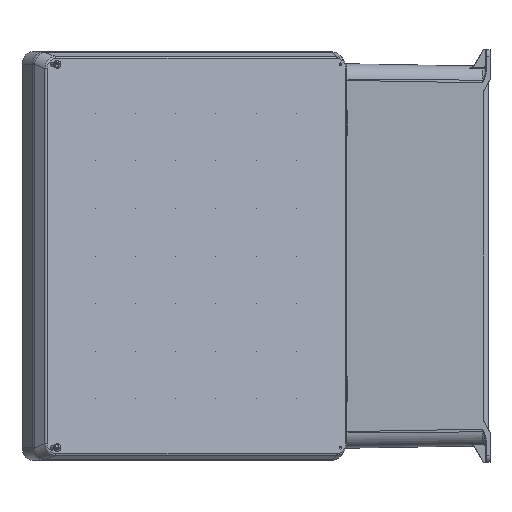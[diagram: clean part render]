
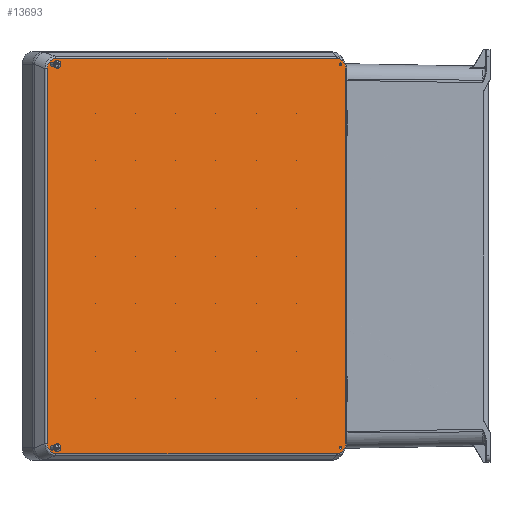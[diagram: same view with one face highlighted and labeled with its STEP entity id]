
A CAD part, left-side view. The second image highlights one B-rep face of the part: STEP entity #13693.
In plain terms, the highlighted face is planar.
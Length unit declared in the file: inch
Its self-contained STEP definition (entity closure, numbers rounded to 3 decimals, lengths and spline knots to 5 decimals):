
#425 = CARTESIAN_POINT ( 'NONE',  ( -7.86739, 0., -19.0004 ) ) ;
#431 = AXIS2_PLACEMENT_3D ( 'NONE', #12346, #31629, #15091 ) ;
#480 = CARTESIAN_POINT ( 'NONE',  ( -7.86739, 0., -19.0004 ) ) ;
#827 = EDGE_CURVE ( 'NONE', #31139, #31139, #18295, .T. ) ;
#1010 = CARTESIAN_POINT ( 'NONE',  ( 8.34292, 0., -0.81219 ) ) ;
#1285 = FACE_BOUND ( 'NONE', #30420, .T. ) ;
#1555 = CARTESIAN_POINT ( 'NONE',  ( -8.05906, 0., -0.71063 ) ) ;
#1979 = DIRECTION ( 'NONE',  ( 0., 1., 0. ) ) ;
#2242 = EDGE_LOOP ( 'NONE', ( #32065 ) ) ;
#3210 = CARTESIAN_POINT ( 'NONE',  ( 8.15119, 0., -0.31456 ) ) ;
#3555 = LINE ( 'NONE', #8781, #32125 ) ;
#4031 = LINE ( 'NONE', #1010, #25242 ) ;
#4043 = CARTESIAN_POINT ( 'NONE',  ( -8.34292, 0., -0.81219 ) ) ;
#4071 = DIRECTION ( 'NONE',  ( -1., 0., 0. ) ) ;
#4684 = CARTESIAN_POINT ( 'NONE',  ( -8.34292, 0., -0.79009 ) ) ;
#6292 = VERTEX_POINT ( 'NONE', #15071 ) ;
#6387 = EDGE_CURVE ( 'NONE', #25097, #25097, #14983, .T. ) ;
#6739 = DIRECTION ( 'NONE',  ( 0., 0., 1. ) ) ;
#6772 = VERTEX_POINT ( 'NONE', #480 ) ;
#7136 = EDGE_LOOP ( 'NONE', ( #27498 ) ) ;
#8261 = DIRECTION ( 'NONE',  ( 0., 1., 0. ) ) ;
#8357 = DIRECTION ( 'NONE',  ( 0., -1., 0. ) ) ;
#8616 = CARTESIAN_POINT ( 'NONE',  ( -8.34292, 0., -18.80867 ) ) ;
#8706 = FACE_BOUND ( 'NONE', #28435, .T. ) ;
#8753 = ORIENTED_EDGE ( 'NONE', *, *, #24566, .T. ) ;
#8781 = CARTESIAN_POINT ( 'NONE',  ( 0., 0., -0.31456 ) ) ;
#9251 = VECTOR ( 'NONE', #6739, 39.37008 ) ;
#10051 = CARTESIAN_POINT ( 'NONE',  ( -8.05906, 0., -18.71654 ) ) ;
#10996 = LINE ( 'NONE', #4043, #9251 ) ;
#11187 = CARTESIAN_POINT ( 'NONE',  ( 8.15119, 0., -19.0004 ) ) ;
#11579 = DIRECTION ( 'NONE',  ( -1., 0., 0. ) ) ;
#11658 = EDGE_CURVE ( 'NONE', #26935, #15947, #34480, .T. ) ;
#12182 = CARTESIAN_POINT ( 'NONE',  ( 8.34292, 0., -0.79009 ) ) ;
#12336 = VERTEX_POINT ( 'NONE', #27714 ) ;
#12346 = CARTESIAN_POINT ( 'NONE',  ( -8.05906, 0., -0.59843 ) ) ;
#12808 = DIRECTION ( 'NONE',  ( 0., 0., 1. ) ) ;
#12938 = VERTEX_POINT ( 'NONE', #1555 ) ;
#13321 = CARTESIAN_POINT ( 'NONE',  ( 8.34292, 0., -18.80867 ) ) ;
#13693 = ADVANCED_FACE ( 'NONE', ( #23376, #16008, #30714, #8706, #1285 ), #18542, .F. ) ;
#13815 = VERTEX_POINT ( 'NONE', #22843 ) ;
#14087 = EDGE_CURVE ( 'NONE', #28861, #12336, #19823, .T. ) ;
#14089 = VERTEX_POINT ( 'NONE', #28131 ) ;
#14394 = ORIENTED_EDGE ( 'NONE', *, *, #11658, .F. ) ;
#14457 = CARTESIAN_POINT ( 'NONE',  ( -7.86739, 0., -0.31456 ) ) ;
#14983 = CIRCLE ( 'NONE', #27160, 0.1122 ) ;
#15071 = CARTESIAN_POINT ( 'NONE',  ( 8.34292, 0., -18.52487 ) ) ;
#15091 = DIRECTION ( 'NONE',  ( 0., 0., -1. ) ) ;
#15386 = ORIENTED_EDGE ( 'NONE', *, *, #16041, .T. ) ;
#15765 = CARTESIAN_POINT ( 'NONE',  ( 8.65748, 0., 0. ) ) ;
#15947 = VERTEX_POINT ( 'NONE', #14457 ) ;
#16008 = FACE_BOUND ( 'NONE', #7136, .T. ) ;
#16041 = EDGE_CURVE ( 'NONE', #6292, #28861, #4031, .T. ) ;
#16648 = CARTESIAN_POINT ( 'NONE',  ( 7.86739, 0., -19.0004 ) ) ;
#16680 = CARTESIAN_POINT ( 'NONE',  ( -8.34292, 0., -0.79009 ) ) ;
#17019 = CARTESIAN_POINT ( 'NONE',  ( -8.15119, 0., -19.0004 ) ) ;
#18295 = CIRCLE ( 'NONE', #34033, 0.0689 ) ;
#18542 = PLANE ( 'NONE',  #29428 ) ;
#19458 = CARTESIAN_POINT ( 'NONE',  ( -7.86739, 0., -0.31456 ) ) ;
#19823 =( BOUNDED_CURVE ( )  B_SPLINE_CURVE ( 3, ( #22430, #33570, #3210, #22546 ),
 .UNSPECIFIED., .F., .T. ) 
 B_SPLINE_CURVE_WITH_KNOTS ( ( 4, 4 ),
 ( 2.40401, 3.87917 ),
 .UNSPECIFIED. ) 
 CURVE ( )  GEOMETRIC_REPRESENTATION_ITEM ( )  RATIONAL_B_SPLINE_CURVE ( ( 1., 0.827, 0.827, 1. ) ) 
 REPRESENTATION_ITEM ( '' )  );
#20162 = LINE ( 'NONE', #31499, #26698 ) ;
#20341 = DIRECTION ( 'NONE',  ( 0., 0., 1. ) ) ;
#20612 = EDGE_CURVE ( 'NONE', #13815, #13815, #21976, .T. ) ;
#20824 =( BOUNDED_CURVE ( )  B_SPLINE_CURVE ( 3, ( #24925, #13321, #11187, #30460 ),
 .UNSPECIFIED., .F., .F. ) 
 B_SPLINE_CURVE_WITH_KNOTS ( ( 4, 4 ),
 ( 2.40401, 3.87917 ),
 .UNSPECIFIED. ) 
 CURVE ( )  GEOMETRIC_REPRESENTATION_ITEM ( )  RATIONAL_B_SPLINE_CURVE ( ( 1., 0.827, 0.827, 1. ) ) 
 REPRESENTATION_ITEM ( '' )  );
#20908 = ORIENTED_EDGE ( 'NONE', *, *, #14087, .T. ) ;
#21316 = DIRECTION ( 'NONE',  ( 0., 0., 1. ) ) ;
#21410 = ORIENTED_EDGE ( 'NONE', *, *, #6387, .T. ) ;
#21961 = EDGE_CURVE ( 'NONE', #22327, #6772, #20162, .T. ) ;
#21976 = CIRCLE ( 'NONE', #30980, 0.0689 ) ;
#22259 = CARTESIAN_POINT ( 'NONE',  ( -8.05906, 0., -18.60433 ) ) ;
#22327 = VERTEX_POINT ( 'NONE', #16648 ) ;
#22430 = CARTESIAN_POINT ( 'NONE',  ( 8.34292, 0., -0.79009 ) ) ;
#22456 = CARTESIAN_POINT ( 'NONE',  ( -8.34292, 0., -18.52487 ) ) ;
#22546 = CARTESIAN_POINT ( 'NONE',  ( 7.86739, 0., -0.31456 ) ) ;
#22843 = CARTESIAN_POINT ( 'NONE',  ( 8.05906, 0., -0.66732 ) ) ;
#23103 = ORIENTED_EDGE ( 'NONE', *, *, #27623, .F. ) ;
#23376 = FACE_BOUND ( 'NONE', #2242, .T. ) ;
#24446 = EDGE_LOOP ( 'NONE', ( #20908, #8753, #14394, #25527, #35522, #26876, #23103, #15386 ) ) ;
#24566 = EDGE_CURVE ( 'NONE', #12336, #15947, #3555, .T. ) ;
#24572 = CARTESIAN_POINT ( 'NONE',  ( -8.15119, 0., -0.31456 ) ) ;
#24809 = CARTESIAN_POINT ( 'NONE',  ( 8.05906, 0., -18.71654 ) ) ;
#24904 = CARTESIAN_POINT ( 'NONE',  ( 8.05906, 0., -0.59843 ) ) ;
#24925 = CARTESIAN_POINT ( 'NONE',  ( 8.34292, 0., -18.52487 ) ) ;
#25097 = VERTEX_POINT ( 'NONE', #22259 ) ;
#25242 = VECTOR ( 'NONE', #20341, 39.37008 ) ;
#25527 = ORIENTED_EDGE ( 'NONE', *, *, #34130, .F. ) ;
#26698 = VECTOR ( 'NONE', #4071, 39.37008 ) ;
#26876 = ORIENTED_EDGE ( 'NONE', *, *, #21961, .F. ) ;
#26935 = VERTEX_POINT ( 'NONE', #4684 ) ;
#27160 = AXIS2_PLACEMENT_3D ( 'NONE', #10051, #29343, #12808 ) ;
#27498 = ORIENTED_EDGE ( 'NONE', *, *, #20612, .F. ) ;
#27510 = CARTESIAN_POINT ( 'NONE',  ( 8.05906, 0., -18.64764 ) ) ;
#27599 = DIRECTION ( 'NONE',  ( 0., 0., 1. ) ) ;
#27623 = EDGE_CURVE ( 'NONE', #6292, #22327, #20824, .T. ) ;
#27674 = DIRECTION ( 'NONE',  ( 0., 0., -1. ) ) ;
#27714 = CARTESIAN_POINT ( 'NONE',  ( 7.86739, 0., -0.31456 ) ) ;
#28131 = CARTESIAN_POINT ( 'NONE',  ( -8.34292, 0., -18.52487 ) ) ;
#28171 = CIRCLE ( 'NONE', #431, 0.1122 ) ;
#28435 = EDGE_LOOP ( 'NONE', ( #21410 ) ) ;
#28861 = VERTEX_POINT ( 'NONE', #12182 ) ;
#29343 = DIRECTION ( 'NONE',  ( 0., 1., 0. ) ) ;
#29428 = AXIS2_PLACEMENT_3D ( 'NONE', #15765, #1979, #21316 ) ;
#29713 =( BOUNDED_CURVE ( )  B_SPLINE_CURVE ( 3, ( #22456, #8616, #17019, #425 ),
 .UNSPECIFIED., .F., .F. ) 
 B_SPLINE_CURVE_WITH_KNOTS ( ( 4, 4 ),
 ( 2.40401, 3.87917 ),
 .UNSPECIFIED. ) 
 CURVE ( )  GEOMETRIC_REPRESENTATION_ITEM ( )  RATIONAL_B_SPLINE_CURVE ( ( 1., 0.827, 0.827, 1. ) ) 
 REPRESENTATION_ITEM ( '' )  );
#30420 = EDGE_LOOP ( 'NONE', ( #35528 ) ) ;
#30460 = CARTESIAN_POINT ( 'NONE',  ( 7.86739, 0., -19.0004 ) ) ;
#30714 = FACE_OUTER_BOUND ( 'NONE', #24446, .T. ) ;
#30980 = AXIS2_PLACEMENT_3D ( 'NONE', #24904, #8357, #27674 ) ;
#31139 = VERTEX_POINT ( 'NONE', #27510 ) ;
#31499 = CARTESIAN_POINT ( 'NONE',  ( 0., 0., -19.0004 ) ) ;
#31629 = DIRECTION ( 'NONE',  ( 0., -1., 0. ) ) ;
#32065 = ORIENTED_EDGE ( 'NONE', *, *, #35203, .F. ) ;
#32125 = VECTOR ( 'NONE', #11579, 39.37008 ) ;
#33243 = CARTESIAN_POINT ( 'NONE',  ( -8.34292, 0., -0.50629 ) ) ;
#33517 = EDGE_CURVE ( 'NONE', #14089, #6772, #29713, .T. ) ;
#33570 = CARTESIAN_POINT ( 'NONE',  ( 8.34292, 0., -0.50629 ) ) ;
#34033 = AXIS2_PLACEMENT_3D ( 'NONE', #24809, #8261, #27599 ) ;
#34130 = EDGE_CURVE ( 'NONE', #14089, #26935, #10996, .T. ) ;
#34480 =( BOUNDED_CURVE ( )  B_SPLINE_CURVE ( 3, ( #16680, #33243, #24572, #19458 ),
 .UNSPECIFIED., .F., .F. ) 
 B_SPLINE_CURVE_WITH_KNOTS ( ( 4, 4 ),
 ( 2.40401, 3.87917 ),
 .UNSPECIFIED. ) 
 CURVE ( )  GEOMETRIC_REPRESENTATION_ITEM ( )  RATIONAL_B_SPLINE_CURVE ( ( 1., 0.827, 0.827, 1. ) ) 
 REPRESENTATION_ITEM ( '' )  );
#35203 = EDGE_CURVE ( 'NONE', #12938, #12938, #28171, .T. ) ;
#35522 = ORIENTED_EDGE ( 'NONE', *, *, #33517, .T. ) ;
#35528 = ORIENTED_EDGE ( 'NONE', *, *, #827, .T. ) ;
